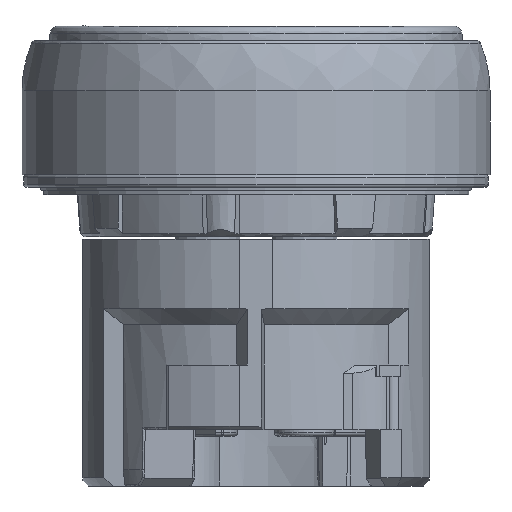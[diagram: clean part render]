
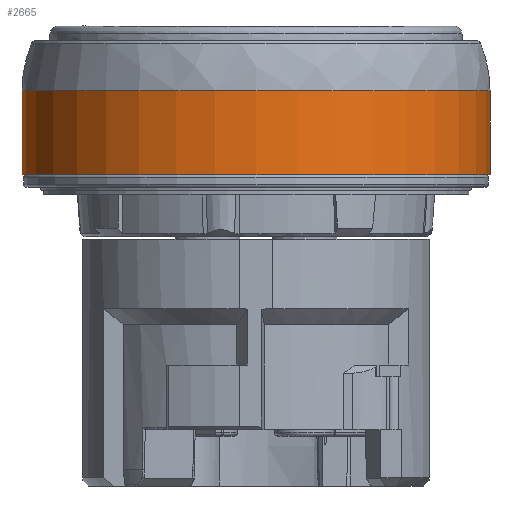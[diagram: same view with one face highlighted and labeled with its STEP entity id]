
A CAD part, left-side view. The second image highlights one B-rep face of the part: STEP entity #2665.
In plain terms, the highlighted cylindrical face has radius 14.5 mm (diameter 29 mm), a partial arc.
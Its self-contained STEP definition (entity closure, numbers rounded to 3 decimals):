
#770=CYLINDRICAL_SURFACE('',#10783,14.5);
#974=LINE('',#15491,#1674);
#980=LINE('',#15504,#1680);
#1674=VECTOR('',#12213,1.);
#1680=VECTOR('',#12221,1.);
#2665=ADVANCED_FACE('',(#3178),#770,.T.);
#3178=FACE_OUTER_BOUND('',#3668,.T.);
#3668=EDGE_LOOP('',(#4449,#4450,#4451,#4452));
#4449=ORIENTED_EDGE('',*,*,#8488,.F.);
#4450=ORIENTED_EDGE('',*,*,#8487,.T.);
#4451=ORIENTED_EDGE('',*,*,#8489,.T.);
#4452=ORIENTED_EDGE('',*,*,#8481,.F.);
#7162=VERTEX_POINT('',#15489);
#7164=VERTEX_POINT('',#15492);
#7167=VERTEX_POINT('',#15499);
#7169=VERTEX_POINT('',#15503);
#8481=EDGE_CURVE('',#7162,#7164,#974,.T.);
#8487=EDGE_CURVE('',#7167,#7169,#980,.T.);
#8488=EDGE_CURVE('',#7167,#7162,#10130,.T.);
#8489=EDGE_CURVE('',#7169,#7164,#10131,.T.);
#10130=CIRCLE('',#10781,14.5);
#10131=CIRCLE('',#10782,14.5);
#10781=AXIS2_PLACEMENT_3D('',#15506,#12224,#12225);
#10782=AXIS2_PLACEMENT_3D('',#15507,#12226,#12227);
#10783=AXIS2_PLACEMENT_3D('',#15508,#12228,#12229);
#12213=DIRECTION('',(0.,0.,-1.));
#12221=DIRECTION('',(0.,0.,-1.));
#12224=DIRECTION('',(0.,0.,1.));
#12225=DIRECTION('',(1.,0.,0.));
#12226=DIRECTION('',(0.,0.,1.));
#12227=DIRECTION('',(1.,0.,0.));
#12228=DIRECTION('',(0.,0.,-1.));
#12229=DIRECTION('',(1.,0.,0.));
#15489=CARTESIAN_POINT('',(-12.25,25.,5.2));
#15491=CARTESIAN_POINT('',(-12.25,25.,9.2));
#15492=CARTESIAN_POINT('',(-12.25,25.,0.));
#15499=CARTESIAN_POINT('',(-12.25,54.,5.2));
#15503=CARTESIAN_POINT('',(-12.25,54.,0.));
#15504=CARTESIAN_POINT('',(-12.25,54.,9.2));
#15506=CARTESIAN_POINT('',(-12.25,39.5,5.2));
#15507=CARTESIAN_POINT('',(-12.25,39.5,0.));
#15508=CARTESIAN_POINT('',(-12.25,39.5,9.2));
